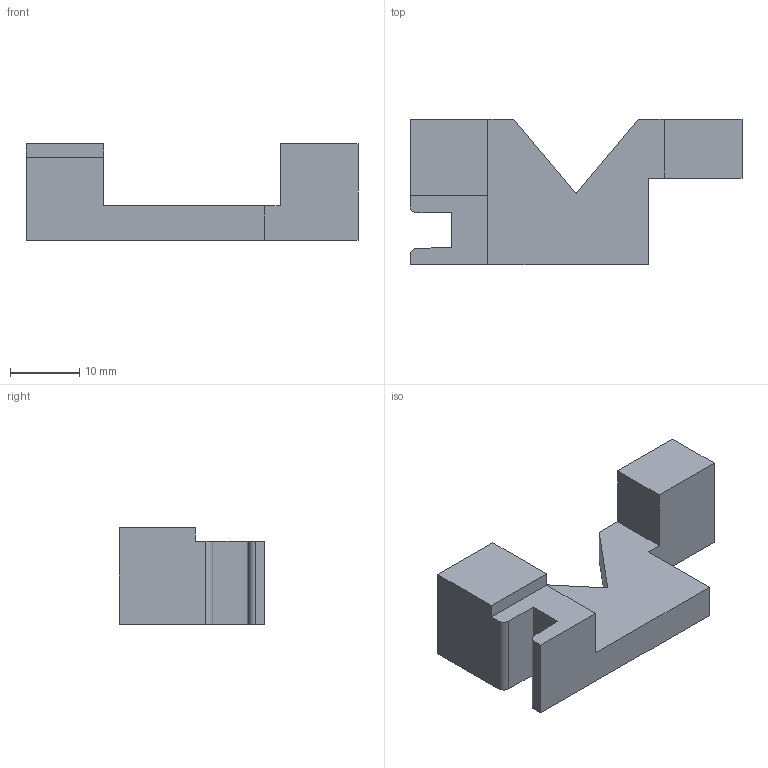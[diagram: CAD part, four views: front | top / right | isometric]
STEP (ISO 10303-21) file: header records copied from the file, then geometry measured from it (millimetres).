
FILE_DESCRIPTION (( 'STEP AP214' ), '1' );
FILE_NAME ('Bed Probe.STEP', '2025-02-27T21:57:13', ( '' ), ( '' ), 'SwSTEP 2.0', 'SolidWorks 2022', '' );
FILE_SCHEMA (( 'AUTOMOTIVE_DESIGN' ));
Length unit declared in the file: millimetre
Products named in the file (1): Bed Probe
Bounding box: 48 x 21 x 14 mm (x, y, z)
Volume: 6018.2 mm3; surface area: 3304.1 mm2
Topology: 1 solids, 1 shells, 29 faces, 75 edges, 50 vertices
Faces by surface type: plane 23, cylinder 6
Entity records: 915 total; most frequent: CARTESIAN_POINT 155, ORIENTED_EDGE 150, DIRECTION 147, EDGE_CURVE 75, VECTOR 63, LINE 63, VERTEX_POINT 50, AXIS2_PLACEMENT_3D 42
